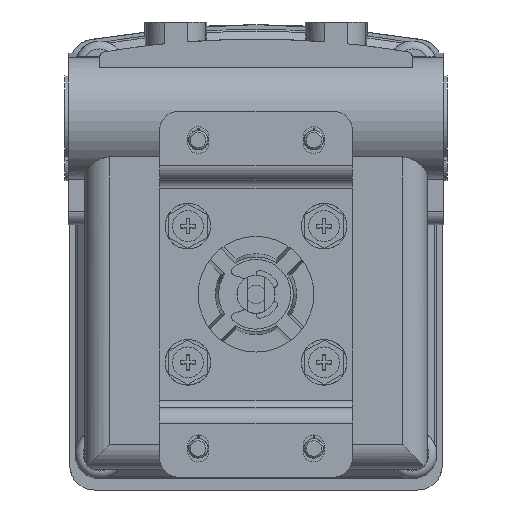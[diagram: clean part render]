
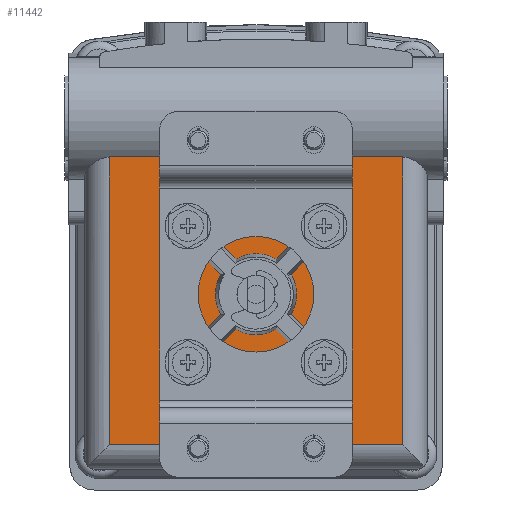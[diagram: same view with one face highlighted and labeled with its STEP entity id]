
A CAD part, front view. The second image highlights one B-rep face of the part: STEP entity #11442.
In plain terms, the highlighted planar face has unit normal (0, -1, 0).
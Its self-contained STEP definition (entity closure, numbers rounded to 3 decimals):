
#435=PLANE('',#13227);
#922=LINE('',#18806,#1876);
#923=LINE('',#18810,#1877);
#924=LINE('',#18814,#1878);
#925=LINE('',#18818,#1879);
#926=LINE('',#18822,#1880);
#927=LINE('',#18826,#1881);
#928=LINE('',#18830,#1882);
#929=LINE('',#18834,#1883);
#930=LINE('',#18835,#1884);
#931=LINE('',#18838,#1885);
#932=LINE('',#18840,#1886);
#933=LINE('',#18842,#1887);
#1876=VECTOR('',#14859,1000.);
#1877=VECTOR('',#14862,1000.);
#1878=VECTOR('',#14865,1000.);
#1879=VECTOR('',#14868,1000.);
#1880=VECTOR('',#14871,1000.);
#1881=VECTOR('',#14874,1000.);
#1882=VECTOR('',#14877,1000.);
#1883=VECTOR('',#14880,1000.);
#1884=VECTOR('',#14881,1000.);
#1885=VECTOR('',#14882,1000.);
#1886=VECTOR('',#14883,1000.);
#1887=VECTOR('',#14884,1000.);
#3050=ORIENTED_EDGE('',*,*,#6472,.T.);
#3051=ORIENTED_EDGE('',*,*,#6473,.T.);
#3052=ORIENTED_EDGE('',*,*,#6474,.T.);
#3053=ORIENTED_EDGE('',*,*,#6475,.T.);
#3054=ORIENTED_EDGE('',*,*,#6476,.T.);
#3055=ORIENTED_EDGE('',*,*,#6477,.T.);
#3056=ORIENTED_EDGE('',*,*,#6478,.T.);
#3057=ORIENTED_EDGE('',*,*,#6479,.T.);
#3058=ORIENTED_EDGE('',*,*,#6480,.T.);
#3059=ORIENTED_EDGE('',*,*,#6481,.T.);
#3060=ORIENTED_EDGE('',*,*,#6482,.T.);
#3061=ORIENTED_EDGE('',*,*,#6483,.T.);
#3062=ORIENTED_EDGE('',*,*,#6484,.T.);
#3063=ORIENTED_EDGE('',*,*,#6485,.T.);
#3064=ORIENTED_EDGE('',*,*,#6486,.T.);
#3065=ORIENTED_EDGE('',*,*,#6487,.T.);
#3066=ORIENTED_EDGE('',*,*,#6488,.F.);
#3067=ORIENTED_EDGE('',*,*,#6489,.T.);
#3068=ORIENTED_EDGE('',*,*,#6490,.F.);
#3069=ORIENTED_EDGE('',*,*,#6491,.F.);
#6472=EDGE_CURVE('',#8170,#8171,#9185,.T.);
#6473=EDGE_CURVE('',#8171,#8172,#922,.T.);
#6474=EDGE_CURVE('',#8172,#8173,#9186,.T.);
#6475=EDGE_CURVE('',#8173,#8174,#923,.T.);
#6476=EDGE_CURVE('',#8174,#8175,#9187,.T.);
#6477=EDGE_CURVE('',#8175,#8176,#924,.T.);
#6478=EDGE_CURVE('',#8176,#8177,#9188,.T.);
#6479=EDGE_CURVE('',#8177,#8178,#925,.T.);
#6480=EDGE_CURVE('',#8178,#8179,#9189,.T.);
#6481=EDGE_CURVE('',#8179,#8180,#926,.T.);
#6482=EDGE_CURVE('',#8180,#8181,#9190,.T.);
#6483=EDGE_CURVE('',#8181,#8182,#927,.T.);
#6484=EDGE_CURVE('',#8182,#8183,#9191,.T.);
#6485=EDGE_CURVE('',#8183,#8184,#928,.T.);
#6486=EDGE_CURVE('',#8184,#8185,#9192,.T.);
#6487=EDGE_CURVE('',#8185,#8170,#929,.T.);
#6488=EDGE_CURVE('',#8186,#8187,#930,.F.);
#6489=EDGE_CURVE('',#8186,#8188,#931,.T.);
#6490=EDGE_CURVE('',#8189,#8188,#932,.T.);
#6491=EDGE_CURVE('',#8187,#8189,#933,.T.);
#8170=VERTEX_POINT('',#18804);
#8171=VERTEX_POINT('',#18805);
#8172=VERTEX_POINT('',#18807);
#8173=VERTEX_POINT('',#18809);
#8174=VERTEX_POINT('',#18811);
#8175=VERTEX_POINT('',#18813);
#8176=VERTEX_POINT('',#18815);
#8177=VERTEX_POINT('',#18817);
#8178=VERTEX_POINT('',#18819);
#8179=VERTEX_POINT('',#18821);
#8180=VERTEX_POINT('',#18823);
#8181=VERTEX_POINT('',#18825);
#8182=VERTEX_POINT('',#18827);
#8183=VERTEX_POINT('',#18829);
#8184=VERTEX_POINT('',#18831);
#8185=VERTEX_POINT('',#18833);
#8186=VERTEX_POINT('',#18836);
#8187=VERTEX_POINT('',#18837);
#8188=VERTEX_POINT('',#18839);
#8189=VERTEX_POINT('',#18841);
#9185=CIRCLE('',#13228,10.514);
#9186=CIRCLE('',#13229,5.694);
#9187=CIRCLE('',#13230,10.514);
#9188=CIRCLE('',#13231,5.694);
#9189=CIRCLE('',#13232,10.514);
#9190=CIRCLE('',#13233,5.694);
#9191=CIRCLE('',#13234,10.514);
#9192=CIRCLE('',#13235,5.694);
#9716=EDGE_LOOP('',(#3050,#3051,#3052,#3053,#3054,#3055,#3056,#3057,#3058,
#3059,#3060,#3061,#3062,#3063,#3064,#3065));
#9717=EDGE_LOOP('',(#3066,#3067,#3068,#3069));
#10499=FACE_BOUND('',#9716,.T.);
#10500=FACE_BOUND('',#9717,.T.);
#11442=ADVANCED_FACE('',(#10499,#10500),#435,.F.);
#13227=AXIS2_PLACEMENT_3D('',#18802,#14855,#14856);
#13228=AXIS2_PLACEMENT_3D('',#18803,#14857,#14858);
#13229=AXIS2_PLACEMENT_3D('',#18808,#14860,#14861);
#13230=AXIS2_PLACEMENT_3D('',#18812,#14863,#14864);
#13231=AXIS2_PLACEMENT_3D('',#18816,#14866,#14867);
#13232=AXIS2_PLACEMENT_3D('',#18820,#14869,#14870);
#13233=AXIS2_PLACEMENT_3D('',#18824,#14872,#14873);
#13234=AXIS2_PLACEMENT_3D('',#18828,#14875,#14876);
#13235=AXIS2_PLACEMENT_3D('',#18832,#14878,#14879);
#14855=DIRECTION('',(0.,1.,0.));
#14856=DIRECTION('',(0.,0.,1.));
#14857=DIRECTION('',(0.,1.,0.));
#14858=DIRECTION('',(0.,0.,1.));
#14859=DIRECTION('',(-0.707,0.,0.707));
#14860=DIRECTION('',(0.,1.,0.));
#14861=DIRECTION('',(0.,0.,1.));
#14862=DIRECTION('',(0.707,0.,-0.707));
#14863=DIRECTION('',(0.,1.,0.));
#14864=DIRECTION('',(0.,0.,1.));
#14865=DIRECTION('',(0.707,0.,0.707));
#14866=DIRECTION('',(0.,1.,0.));
#14867=DIRECTION('',(0.,0.,1.));
#14868=DIRECTION('',(-0.707,0.,-0.707));
#14869=DIRECTION('',(0.,1.,0.));
#14870=DIRECTION('',(0.,0.,1.));
#14871=DIRECTION('',(0.707,0.,-0.707));
#14872=DIRECTION('',(0.,1.,0.));
#14873=DIRECTION('',(0.,0.,1.));
#14874=DIRECTION('',(-0.707,0.,0.707));
#14875=DIRECTION('',(0.,1.,0.));
#14876=DIRECTION('',(0.,0.,1.));
#14877=DIRECTION('',(-0.707,0.,-0.707));
#14878=DIRECTION('',(0.,1.,0.));
#14879=DIRECTION('',(0.,0.,1.));
#14880=DIRECTION('',(0.707,0.,0.707));
#14881=DIRECTION('',(-1.,0.,0.));
#14882=DIRECTION('',(0.,0.,-1.));
#14883=DIRECTION('',(-1.,0.,0.));
#14884=DIRECTION('',(0.,0.,-1.));
#18802=CARTESIAN_POINT('',(41.845,9.42,-42.824));
#18803=CARTESIAN_POINT('',(0.,9.42,0.));
#18804=CARTESIAN_POINT('',(-9.143,9.42,-5.192));
#18805=CARTESIAN_POINT('',(-9.143,9.42,5.192));
#18806=CARTESIAN_POINT('',(-8.685,9.42,4.733));
#18807=CARTESIAN_POINT('',(-16.145,9.42,12.194));
#18808=CARTESIAN_POINT('',(-17.678,9.42,17.678));
#18809=CARTESIAN_POINT('',(-12.194,9.42,16.145));
#18810=CARTESIAN_POINT('',(-12.553,9.42,16.504));
#18811=CARTESIAN_POINT('',(-5.192,9.42,9.143));
#18812=CARTESIAN_POINT('',(0.,9.42,0.));
#18813=CARTESIAN_POINT('',(5.192,9.42,9.143));
#18814=CARTESIAN_POINT('',(4.733,9.42,8.685));
#18815=CARTESIAN_POINT('',(12.194,9.42,16.145));
#18816=CARTESIAN_POINT('',(17.678,9.42,17.678));
#18817=CARTESIAN_POINT('',(16.145,9.42,12.194));
#18818=CARTESIAN_POINT('',(16.504,9.42,12.553));
#18819=CARTESIAN_POINT('',(9.143,9.42,5.192));
#18820=CARTESIAN_POINT('',(0.,9.42,0.));
#18821=CARTESIAN_POINT('',(9.143,9.42,-5.192));
#18822=CARTESIAN_POINT('',(8.685,9.42,-4.733));
#18823=CARTESIAN_POINT('',(16.145,9.42,-12.194));
#18824=CARTESIAN_POINT('',(17.678,9.42,-17.678));
#18825=CARTESIAN_POINT('',(12.194,9.42,-16.145));
#18826=CARTESIAN_POINT('',(12.553,9.42,-16.504));
#18827=CARTESIAN_POINT('',(5.192,9.42,-9.143));
#18828=CARTESIAN_POINT('',(0.,9.42,0.));
#18829=CARTESIAN_POINT('',(-5.192,9.42,-9.143));
#18830=CARTESIAN_POINT('',(-4.733,9.42,-8.685));
#18831=CARTESIAN_POINT('',(-12.194,9.42,-16.145));
#18832=CARTESIAN_POINT('',(-17.678,9.42,-17.678));
#18833=CARTESIAN_POINT('',(-16.145,9.42,-12.194));
#18834=CARTESIAN_POINT('',(-16.504,9.42,-12.553));
#18835=CARTESIAN_POINT('',(48.616,9.42,35.634));
#18836=CARTESIAN_POINT('',(-38.035,9.42,35.634));
#18837=CARTESIAN_POINT('',(38.035,9.42,35.634));
#18838=CARTESIAN_POINT('',(-38.035,9.42,88.77));
#18839=CARTESIAN_POINT('',(-38.035,9.42,-39.014));
#18840=CARTESIAN_POINT('',(88.77,9.42,-39.014));
#18841=CARTESIAN_POINT('',(38.035,9.42,-39.014));
#18842=CARTESIAN_POINT('',(38.035,9.42,88.77));
